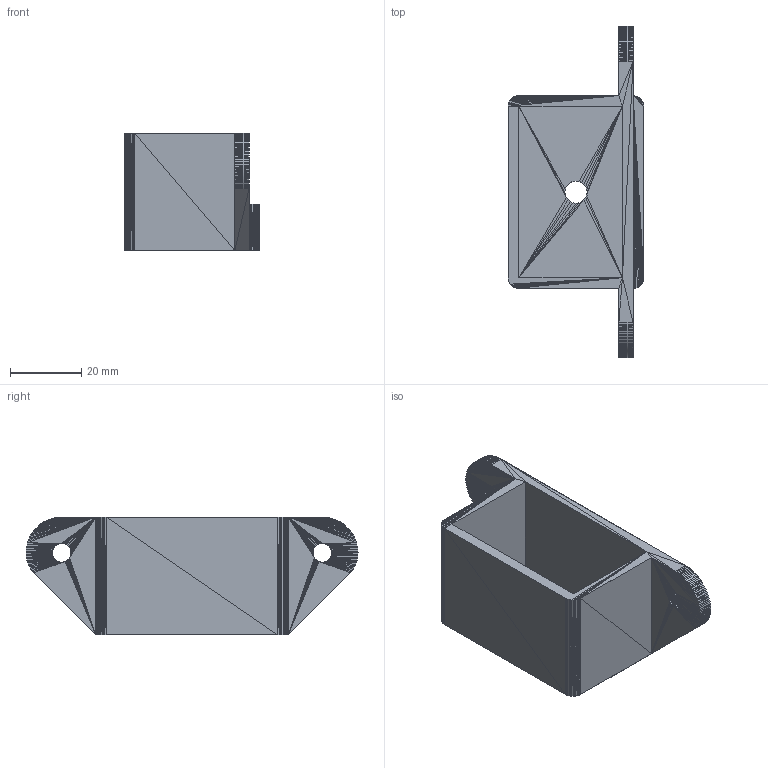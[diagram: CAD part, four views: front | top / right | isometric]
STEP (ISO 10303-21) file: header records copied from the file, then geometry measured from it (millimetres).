
FILE_DESCRIPTION(/* description */ (''),/* implementation_level */ '2;1');
FILE_NAME(/* name */ 'Optional-Switch_Holder.stp',/* time_stamp */ '2017-03-23T13:11:10-04:00',/* author */ ('Tiktiki'),/* organization */ (''),/* preprocessor_version */ 'ST-DEVELOPER v16.1',/* originating_system */ 'Autodesk Inventor 2016',/* authorisation */ '');
FILE_SCHEMA (('AUTOMOTIVE_DESIGN { 1 0 10303 214 3 1 1 }'));
Length unit declared in the file: millimetre
Products named in the file (1): Optional-Switch_Holder
Bounding box: 38 x 93 x 33 mm (x, y, z)
Volume: 25718.7 mm3; surface area: 16490.1 mm2
Topology: 1 solids, 1 shells, 1117 faces, 1754 edges, 633 vertices
Faces by surface type: plane 1117
Entity records: 22512 total; most frequent: DIRECTION 3990, ORIENTED_EDGE 3508, CARTESIAN_POINT 3505, LINE 1754, VECTOR 1754, EDGE_CURVE 1754, AXIS2_PLACEMENT_3D 1118, FACE_OUTER_BOUND 1117
